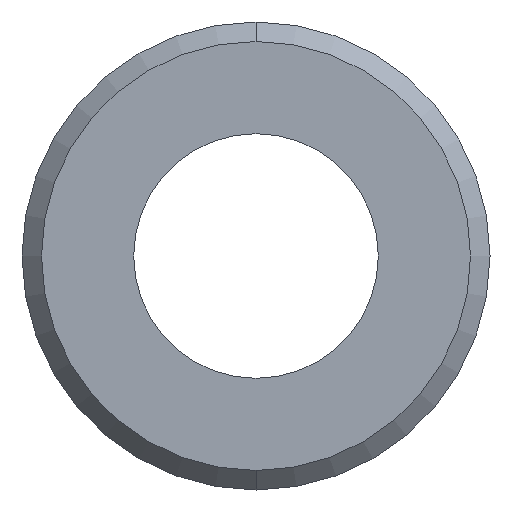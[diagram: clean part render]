
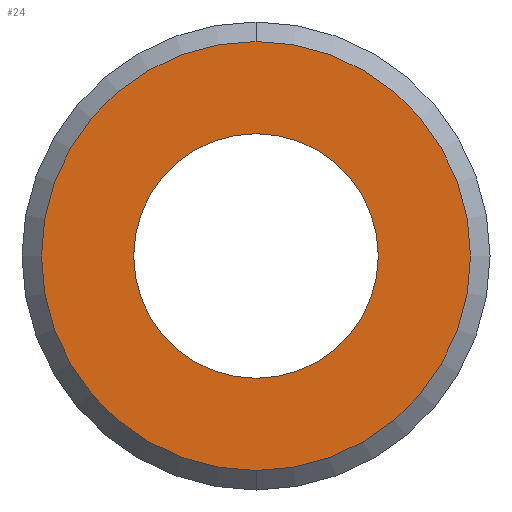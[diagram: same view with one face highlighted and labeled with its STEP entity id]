
A CAD part, front view. The second image highlights one B-rep face of the part: STEP entity #24.
In plain terms, the highlighted planar face has unit normal (0, -1, 0).
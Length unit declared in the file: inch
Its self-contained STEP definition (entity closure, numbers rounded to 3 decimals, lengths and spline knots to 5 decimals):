
#12 = VERTEX_POINT ( 'NONE', #286 ) ;
#19 = CARTESIAN_POINT ( 'NONE',  ( 0., -0.968, -0.098 ) ) ;
#24 = ADVANCED_FACE ( 'NONE', ( #126, #235 ), #263, .F. ) ;
#27 = ORIENTED_EDGE ( 'NONE', *, *, #181, .T. ) ;
#31 = CIRCLE ( 'NONE', #345, 0.098 ) ;
#48 = CARTESIAN_POINT ( 'NONE',  ( 0., -0.968, 0. ) ) ;
#50 = DIRECTION ( 'NONE',  ( 0., 1., 0. ) ) ;
#51 = EDGE_CURVE ( 'NONE', #302, #12, #216, .T. ) ;
#53 = DIRECTION ( 'NONE',  ( 0., 0., 1. ) ) ;
#73 = ORIENTED_EDGE ( 'NONE', *, *, #200, .T. ) ;
#81 = EDGE_CURVE ( 'NONE', #146, #339, #199, .T. ) ;
#86 = AXIS2_PLACEMENT_3D ( 'NONE', #48, #218, #291 ) ;
#88 = EDGE_LOOP ( 'NONE', ( #27, #92 ) ) ;
#89 = CARTESIAN_POINT ( 'NONE',  ( 0., -0.968, 0.098 ) ) ;
#92 = ORIENTED_EDGE ( 'NONE', *, *, #51, .T. ) ;
#108 = DIRECTION ( 'NONE',  ( 0., 1., 0. ) ) ;
#117 = CARTESIAN_POINT ( 'NONE',  ( 0., -0.968, -0.17187 ) ) ;
#118 = ORIENTED_EDGE ( 'NONE', *, *, #81, .T. ) ;
#126 = FACE_BOUND ( 'NONE', #173, .T. ) ;
#128 = DIRECTION ( 'NONE',  ( 0., 1., 0. ) ) ;
#146 = VERTEX_POINT ( 'NONE', #19 ) ;
#161 = CARTESIAN_POINT ( 'NONE',  ( 0., -0.968, 0. ) ) ;
#166 = DIRECTION ( 'NONE',  ( 0., -1., 0. ) ) ;
#173 = EDGE_LOOP ( 'NONE', ( #73, #118 ) ) ;
#181 = EDGE_CURVE ( 'NONE', #12, #302, #320, .T. ) ;
#189 = CARTESIAN_POINT ( 'NONE',  ( 0., -0.968, 0. ) ) ;
#190 = AXIS2_PLACEMENT_3D ( 'NONE', #347, #166, #267 ) ;
#199 = CIRCLE ( 'NONE', #242, 0.098 ) ;
#200 = EDGE_CURVE ( 'NONE', #339, #146, #31, .T. ) ;
#216 = CIRCLE ( 'NONE', #86, 0.17187 ) ;
#217 = DIRECTION ( 'NONE',  ( 0., 0., 1. ) ) ;
#218 = DIRECTION ( 'NONE',  ( 0., -1., 0. ) ) ;
#235 = FACE_OUTER_BOUND ( 'NONE', #88, .T. ) ;
#237 = AXIS2_PLACEMENT_3D ( 'NONE', #161, #128, #315 ) ;
#242 = AXIS2_PLACEMENT_3D ( 'NONE', #189, #50, #53 ) ;
#263 = PLANE ( 'NONE',  #237 ) ;
#267 = DIRECTION ( 'NONE',  ( 0., 0., 1. ) ) ;
#286 = CARTESIAN_POINT ( 'NONE',  ( 0., -0.968, 0.17187 ) ) ;
#291 = DIRECTION ( 'NONE',  ( 0., 0., 1. ) ) ;
#302 = VERTEX_POINT ( 'NONE', #117 ) ;
#315 = DIRECTION ( 'NONE',  ( 0., 0., 1. ) ) ;
#320 = CIRCLE ( 'NONE', #190, 0.17187 ) ;
#339 = VERTEX_POINT ( 'NONE', #89 ) ;
#345 = AXIS2_PLACEMENT_3D ( 'NONE', #348, #108, #217 ) ;
#347 = CARTESIAN_POINT ( 'NONE',  ( 0., -0.968, 0. ) ) ;
#348 = CARTESIAN_POINT ( 'NONE',  ( 0., -0.968, 0. ) ) ;
